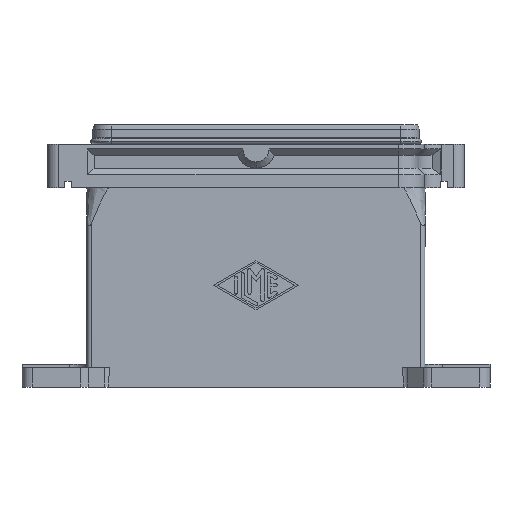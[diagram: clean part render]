
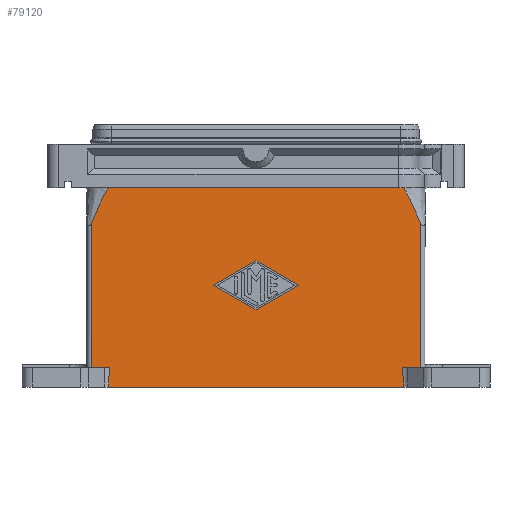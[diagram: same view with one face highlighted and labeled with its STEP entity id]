
A CAD part, front view. The second image highlights one B-rep face of the part: STEP entity #79120.
In plain terms, the highlighted planar face has unit normal (0, -1, 0.024).
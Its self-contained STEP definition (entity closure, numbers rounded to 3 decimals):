
#47920=CARTESIAN_POINT('',(19.5,-29.097,-44.997));
#47930=VERTEX_POINT('',#47920);
#48100=CARTESIAN_POINT('',(0.,-28.823,-33.747));
#48110=VERTEX_POINT('',#48100);
#48140=CARTESIAN_POINT('',(0.,-28.823,-33.747));
#48150=DIRECTION('',(0.866,-0.012,
-0.5));
#48160=VECTOR('',#48150,1.);
#48170=LINE('',#48140,#48160);
#48180=EDGE_CURVE('',#48110,#47930,#48170,.T.);
#48390=CARTESIAN_POINT('',(0.,-29.372,-56.247));
#48400=VERTEX_POINT('',#48390);
#48520=CARTESIAN_POINT('',(0.,-29.372,-56.247));
#48530=DIRECTION('',(-0.866,-0.012,
-0.5));
#48540=VECTOR('',#48530,1.);
#48550=LINE('',#48520,#48540);
#48560=EDGE_CURVE('',#47930,#48400,#48550,.T.);
#49440=CARTESIAN_POINT('',(-19.5,-29.097,-44.997));
#49450=VERTEX_POINT('',#49440);
#49570=CARTESIAN_POINT('',(0.,-29.372,-56.247));
#49580=DIRECTION('',(-0.866,0.012,
0.5));
#49590=VECTOR('',#49580,1.);
#49600=LINE('',#49570,#49590);
#49610=EDGE_CURVE('',#48400,#49450,#49600,.T.);
#49860=CARTESIAN_POINT('',(0.,-28.823,-33.747));
#49870=DIRECTION('',(0.866,0.012,
0.5));
#49880=VECTOR('',#49870,1.);
#49890=LINE('',#49860,#49880);
#49900=EDGE_CURVE('',#49450,#48110,#49890,.T.);
#61350=CARTESIAN_POINT('',(-76.,-30.024,-83.));
#61360=VERTEX_POINT('',#61350);
#61670=CARTESIAN_POINT('',(-76.,-28.401,
-16.423));
#61680=VERTEX_POINT('',#61670);
#61710=CARTESIAN_POINT('',(-76.,-30.037,
-83.5));
#61720=DIRECTION('',(0.,0.024,1.));
#61730=VECTOR('',#61720,1.);
#61740=LINE('',#61710,#61730);
#61750=EDGE_CURVE('',#61360,#61680,#61740,.T.);
#69870=CARTESIAN_POINT('',(76.,-28.401,
-16.422));
#69880=VERTEX_POINT('',#69870);
#70000=CARTESIAN_POINT('',(76.,-30.024,-83.));
#70010=VERTEX_POINT('',#70000);
#70040=CARTESIAN_POINT('',(76.,-30.037,
-83.5));
#70050=DIRECTION('',(0.,0.024,1.));
#70060=VECTOR('',#70050,1.);
#70070=LINE('',#70040,#70060);
#70080=EDGE_CURVE('',#70010,#69880,#70070,.T.);
#78120=CARTESIAN_POINT('',(79.803,-30.3,
-94.303));
#78130=DIRECTION('',(0.,-1.,0.024));
#78140=DIRECTION('',(0.,0.024,1.));
#78150=AXIS2_PLACEMENT_3D('',#78120,#78130,#78140);
#78160=PLANE('',#78150);
#78170=CARTESIAN_POINT('',(0.,-30.024,-83.));
#78180=DIRECTION('',(1.,-0.,-0.));
#78190=VECTOR('',#78180,1.);
#78200=LINE('',#78170,#78190);
#78210=CARTESIAN_POINT('',(67.751,-30.024,-83.));
#78220=VERTEX_POINT('',#78210);
#78230=EDGE_CURVE('',#78220,#70010,#78200,.T.);
#78240=ORIENTED_EDGE('',*,*,#78230,.T.);
#78250=CARTESIAN_POINT('',(67.745,-30.019,
-82.769));
#78260=DIRECTION('',(0.024,-0.024,
-0.999));
#78270=VECTOR('',#78260,1.);
#78280=LINE('',#78250,#78270);
#78290=CARTESIAN_POINT('',(67.97,-30.244,-92.));
#78300=VERTEX_POINT('',#78290);
#78310=EDGE_CURVE('',#78220,#78300,#78280,.T.);
#78320=ORIENTED_EDGE('',*,*,#78310,.F.);
#78330=CARTESIAN_POINT('',(0.,-30.244,-92.));
#78340=DIRECTION('',(-1.,-0.,-0.));
#78350=VECTOR('',#78340,1.);
#78360=LINE('',#78330,#78350);
#78370=CARTESIAN_POINT('',(-67.97,-30.244,-92.));
#78380=VERTEX_POINT('',#78370);
#78390=EDGE_CURVE('',#78300,#78380,#78360,.T.);
#78400=ORIENTED_EDGE('',*,*,#78390,.F.);
#78410=CARTESIAN_POINT('',(-67.978,-30.251,
-92.309));
#78420=DIRECTION('',(0.024,0.024,
0.999));
#78430=VECTOR('',#78420,1.);
#78440=LINE('',#78410,#78430);
#78450=CARTESIAN_POINT('',(-67.751,-30.024,-83.));
#78460=VERTEX_POINT('',#78450);
#78470=EDGE_CURVE('',#78380,#78460,#78440,.T.);
#78480=ORIENTED_EDGE('',*,*,#78470,.F.);
#78490=CARTESIAN_POINT('',(0.,-30.024,-83.));
#78500=DIRECTION('',(1.,-0.,-0.));
#78510=VECTOR('',#78500,1.);
#78520=LINE('',#78490,#78510);
#78530=EDGE_CURVE('',#61360,#78460,#78520,.T.);
#78540=ORIENTED_EDGE('',*,*,#78530,.T.);
#78550=ORIENTED_EDGE('',*,*,#61750,.F.);
#78560=CARTESIAN_POINT('',(-68.,-28.,0.));
#78570=CARTESIAN_POINT('',(-68.036,-28.,0.))
;
#78580=CARTESIAN_POINT('',(-68.107,-28.001,
-0.056));
#78590=CARTESIAN_POINT('',(-68.23,-28.004,
-0.183));
#78600=CARTESIAN_POINT('',(-68.45,-28.012,
-0.483));
#78610=CARTESIAN_POINT('',(-68.88,-28.028,
-1.168));
#78620=CARTESIAN_POINT('',(-69.628,-28.061,
-2.517));
#78630=CARTESIAN_POINT('',(-70.865,-28.121,
-4.941));
#78640=CARTESIAN_POINT('',(-72.479,-28.203,
-8.327));
#78650=CARTESIAN_POINT('',(-74.278,-28.301,
-12.326));
#78660=CARTESIAN_POINT('',(-75.446,-28.368,
-15.068));
#78670=CARTESIAN_POINT('',(-76.,-28.401,
-16.423));
#78680=B_SPLINE_CURVE_WITH_KNOTS('',3,(#78560,#78570,#78580,#78590,
#78600,#78610,#78620,#78630,#78640,#78650,#78660,#78670),.UNSPECIFIED.,
.F.,.F.,(4,1,1,1,1,1,1,1,1,4),(0.,0.006,0.013,
0.03,0.066,0.146,0.282,
0.512,0.76,1.),.UNSPECIFIED.);
#78690=CARTESIAN_POINT('',(-68.,-28.,0.));
#78700=VERTEX_POINT('',#78690);
#78710=EDGE_CURVE('',#78700,#61680,#78680,.T.);
#78720=ORIENTED_EDGE('',*,*,#78710,.T.);
#78730=CARTESIAN_POINT('',(0.,-28.,-0.));
#78740=DIRECTION('',(1.,0.,0.));
#78750=VECTOR('',#78740,1.);
#78760=LINE('',#78730,#78750);
#78770=CARTESIAN_POINT('',(68.,-28.,0.));
#78780=VERTEX_POINT('',#78770);
#78790=EDGE_CURVE('',#78700,#78780,#78760,.T.);
#78800=ORIENTED_EDGE('',*,*,#78790,.F.);
#78810=CARTESIAN_POINT('',(76.,-28.401,
-16.422));
#78820=CARTESIAN_POINT('',(75.711,-28.383,
-15.716));
#78830=CARTESIAN_POINT('',(75.271,-28.358,
-14.659));
#78840=CARTESIAN_POINT('',(74.669,-28.323,
-13.256));
#78850=CARTESIAN_POINT('',(74.059,-28.289,
-11.857));
#78860=CARTESIAN_POINT('',(73.282,-28.247,
-10.114));
#78870=CARTESIAN_POINT('',(72.488,-28.204,
-8.379));
#78880=CARTESIAN_POINT('',(71.921,-28.175,
-7.169));
#78890=CARTESIAN_POINT('',(71.594,-28.158,
-6.48));
#78900=CARTESIAN_POINT('',(71.1,-28.133,
-5.447));
#78910=CARTESIAN_POINT('',(70.341,-28.095,
-3.906));
#78920=CARTESIAN_POINT('',(69.464,-28.054,
-2.211));
#78930=CARTESIAN_POINT('',(68.807,-28.026,
-1.048));
#78940=CARTESIAN_POINT('',(68.448,-28.012,
-0.484));
#78950=CARTESIAN_POINT('',(68.253,-28.005,
-0.213));
#78960=CARTESIAN_POINT('',(68.139,-28.002,
-0.088));
#78970=CARTESIAN_POINT('',(68.07,-28.001,
-0.025));
#78980=CARTESIAN_POINT('',(68.024,-28.,
0.));
#78990=CARTESIAN_POINT('',(68.,-28.,0.));
#79000=B_SPLINE_CURVE_WITH_KNOTS('',3,(#78810,#78820,#78830,#78840,
#78850,#78860,#78870,#78880,#78890,#78900,#78910,#78920,#78930,#78940,
#78950,#78960,#78970,#78980,#78990),.UNSPECIFIED.,.F.,.F.,(4,1,1,1,1,1,1
,1,1,1,1,1,1,1,1,1,4),(0.,0.125,0.187,
0.25,0.375,0.5,0.562,
0.594,0.625,0.75,0.875,
0.937,0.969,0.984,0.992,
0.996,1.),.UNSPECIFIED.);
#79010=EDGE_CURVE('',#69880,#78780,#79000,.T.);
#79020=ORIENTED_EDGE('',*,*,#79010,.T.);
#79030=ORIENTED_EDGE('',*,*,#70080,.T.);
#79040=EDGE_LOOP('',(#79030,#79020,#78800,#78720,#78550,#78540,#78480,
#78400,#78320,#78240));
#79050=FACE_OUTER_BOUND('',#79040,.T.);
#79060=ORIENTED_EDGE('',*,*,#48560,.T.);
#79070=ORIENTED_EDGE('',*,*,#48180,.T.);
#79080=ORIENTED_EDGE('',*,*,#49900,.T.);
#79090=ORIENTED_EDGE('',*,*,#49610,.T.);
#79100=EDGE_LOOP('',(#79090,#79080,#79070,#79060));
#79110=FACE_BOUND('',#79100,.T.);
#79120=ADVANCED_FACE('',(#79050,#79110),#78160,.T.);
